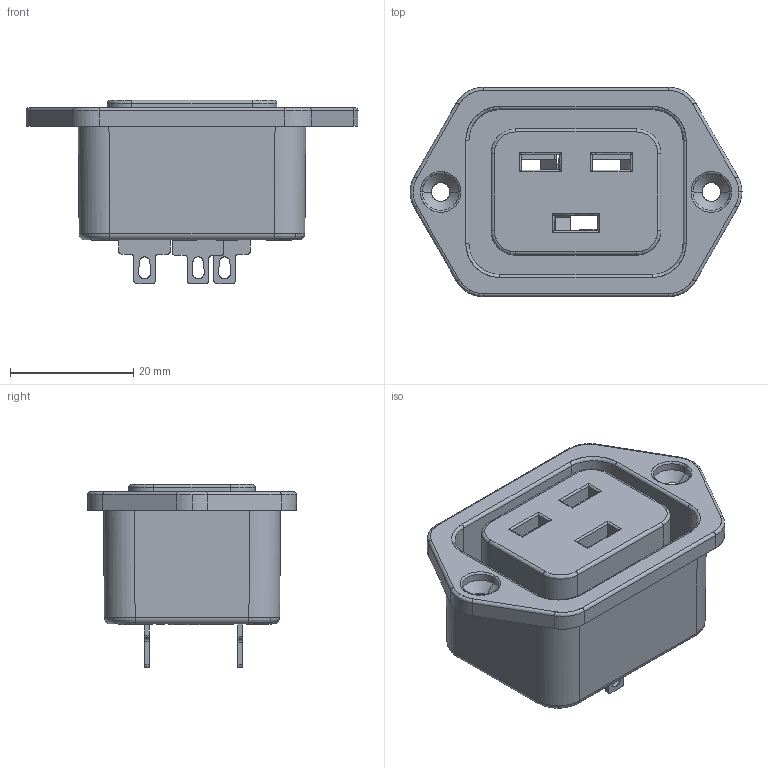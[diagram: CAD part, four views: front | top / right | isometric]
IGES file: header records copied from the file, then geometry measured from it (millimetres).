
Start section: SolidWorks IGES file using analytic representation for surfaces
Global section: file name: 83031010.IGS; native system: SolidWorks 2016; preprocessor: SolidWorks 2016; author: DGoodwin; date: 170125.143221; units: millimetre
Bounding box: 53.97 x 34 x 29.8 mm (x, y, z)
Surface area: 15815 mm2 (no closed solid volume)
Topology: 0 solids, 0 shells, 1036 faces, 8940 edges, 8940 vertices
Faces by surface type: bspline 824, revolution 212
